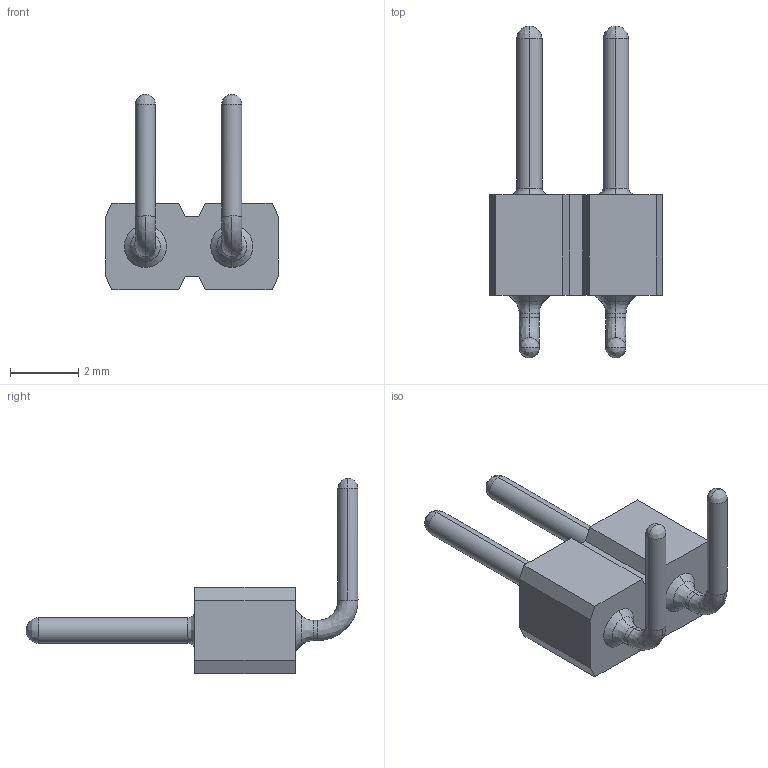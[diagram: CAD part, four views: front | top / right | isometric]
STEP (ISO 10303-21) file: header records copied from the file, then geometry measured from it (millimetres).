
FILE_DESCRIPTION(('STEP AP203'),'1');
FILE_NAME('800-80-002-20-001101.stp','2020-09-09T07:17:59',('TraceParts'),('TraceParts S.A.'),'Spatial InterOp 3D',' ',' ');
FILE_SCHEMA(('CONFIG_CONTROL_DESIGN'));
Length unit declared in the file: millimetre
Products named in the file (1): 1
Bounding box: 5.08 x 9.76 x 5.74 mm (x, y, z)
Volume: 43.9 mm3; surface area: 112.9 mm2
Topology: 1 solids, 1 shells, 54 faces, 138 edges, 82 vertices
Faces by surface type: bspline 20, plane 18, cylinder 12, cone 4
Entity records: 1960 total; most frequent: CARTESIAN_POINT 749, ORIENTED_EDGE 260, DIRECTION 222, EDGE_CURVE 130, VERTEX_POINT 82, AXIS2_PLACEMENT_3D 79, LINE 64, VECTOR 64
